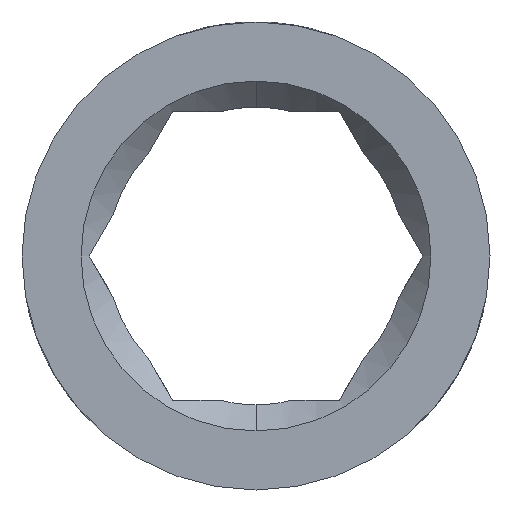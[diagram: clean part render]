
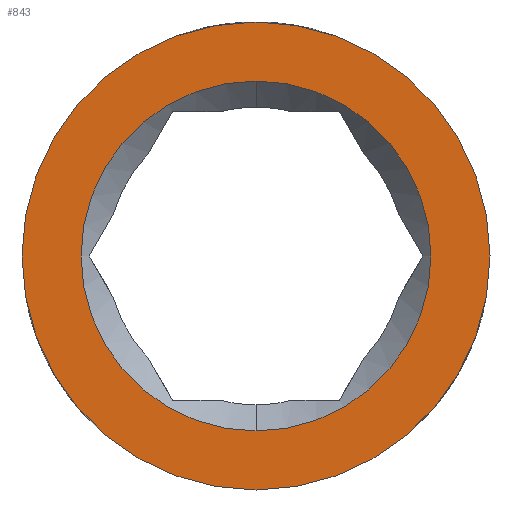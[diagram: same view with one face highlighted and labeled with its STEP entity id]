
A CAD part, front view. The second image highlights one B-rep face of the part: STEP entity #843.
In plain terms, the highlighted planar face has unit normal (0, -1, 0).
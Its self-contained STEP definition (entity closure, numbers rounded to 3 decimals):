
#53 = CARTESIAN_POINT ( 'NONE',  ( 0., 0., -4. ) ) ;
#75 = DIRECTION ( 'NONE',  ( 0., 1., 0. ) ) ;
#92 = VERTEX_POINT ( 'NONE', #53 ) ;
#113 = DIRECTION ( 'NONE',  ( 0., 0., -1. ) ) ;
#150 = DIRECTION ( 'NONE',  ( 0., -1., 0. ) ) ;
#158 = AXIS2_PLACEMENT_3D ( 'NONE', #1360, #470, #1231 ) ;
#173 = CARTESIAN_POINT ( 'NONE',  ( 0., 0., 4. ) ) ;
#237 = CARTESIAN_POINT ( 'NONE',  ( 0., 0., 0. ) ) ;
#325 = ORIENTED_EDGE ( 'NONE', *, *, #1092, .T. ) ;
#343 = CIRCLE ( 'NONE', #1184, 5.35 ) ;
#372 = ORIENTED_EDGE ( 'NONE', *, *, #540, .T. ) ;
#412 = EDGE_CURVE ( 'NONE', #1063, #92, #1355, .T. ) ;
#470 = DIRECTION ( 'NONE',  ( 0., 1., 0. ) ) ;
#520 = CIRCLE ( 'NONE', #1406, 4. ) ;
#532 = CARTESIAN_POINT ( 'NONE',  ( 3.4, 0., 0. ) ) ;
#540 = EDGE_CURVE ( 'NONE', #592, #850, #1642, .T. ) ;
#565 = FACE_OUTER_BOUND ( 'NONE', #1422, .T. ) ;
#571 = CARTESIAN_POINT ( 'NONE',  ( 0., 0., 0. ) ) ;
#592 = VERTEX_POINT ( 'NONE', #1622 ) ;
#675 = CARTESIAN_POINT ( 'NONE',  ( 0., 0., -5.35 ) ) ;
#686 = AXIS2_PLACEMENT_3D ( 'NONE', #237, #1005, #113 ) ;
#707 = DIRECTION ( 'NONE',  ( 0., 0., -1. ) ) ;
#843 = ADVANCED_FACE ( 'NONE', ( #1540, #565 ), #1287, .T. ) ;
#848 = CARTESIAN_POINT ( 'NONE',  ( 0., 0., 0. ) ) ;
#850 = VERTEX_POINT ( 'NONE', #675 ) ;
#965 = DIRECTION ( 'NONE',  ( 0., 0., -1. ) ) ;
#991 = ORIENTED_EDGE ( 'NONE', *, *, #412, .T. ) ;
#1005 = DIRECTION ( 'NONE',  ( 0., -1., 0. ) ) ;
#1048 = DIRECTION ( 'NONE',  ( 0., 0., -1. ) ) ;
#1063 = VERTEX_POINT ( 'NONE', #173 ) ;
#1092 = EDGE_CURVE ( 'NONE', #850, #592, #343, .T. ) ;
#1184 = AXIS2_PLACEMENT_3D ( 'NONE', #571, #1456, #707 ) ;
#1231 = DIRECTION ( 'NONE',  ( 0., 0., -1. ) ) ;
#1253 = EDGE_LOOP ( 'NONE', ( #1545, #991 ) ) ;
#1287 = PLANE ( 'NONE',  #1496 ) ;
#1355 = CIRCLE ( 'NONE', #158, 4. ) ;
#1360 = CARTESIAN_POINT ( 'NONE',  ( 0., 0., 0. ) ) ;
#1380 = EDGE_CURVE ( 'NONE', #92, #1063, #520, .T. ) ;
#1406 = AXIS2_PLACEMENT_3D ( 'NONE', #848, #75, #965 ) ;
#1422 = EDGE_LOOP ( 'NONE', ( #325, #372 ) ) ;
#1456 = DIRECTION ( 'NONE',  ( 0., -1., 0. ) ) ;
#1496 = AXIS2_PLACEMENT_3D ( 'NONE', #532, #150, #1048 ) ;
#1540 = FACE_BOUND ( 'NONE', #1253, .T. ) ;
#1545 = ORIENTED_EDGE ( 'NONE', *, *, #1380, .T. ) ;
#1622 = CARTESIAN_POINT ( 'NONE',  ( 0., 0., 5.35 ) ) ;
#1642 = CIRCLE ( 'NONE', #686, 5.35 ) ;
